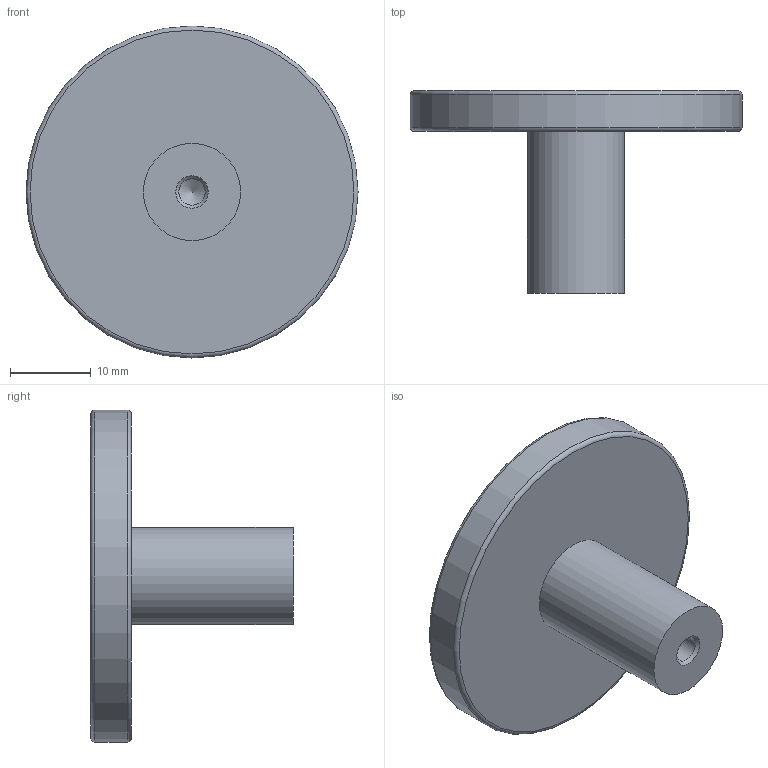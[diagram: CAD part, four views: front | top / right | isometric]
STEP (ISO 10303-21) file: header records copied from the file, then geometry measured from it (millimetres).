
FILE_DESCRIPTION(/* description */ (''),/* implementation_level */ '2;1');
FILE_NAME(/* name */ '0168_040_04.stp',/* time_stamp */ '2023-01-02T11:05:32+01:00',/* author */ ('jferrer'),/* organization */ (''),/* preprocessor_version */ 'ST-DEVELOPER v18.1',/* originating_system */ 'Autodesk Inventor 2022',/* authorisation */ '');
FILE_SCHEMA (('CONFIG_CONTROL_DESIGN'));
Length unit declared in the file: millimetre
Products named in the file (1): 0168_040_04
Bounding box: 41 x 25 x 41 mm (x, y, z)
Volume: 8763.5 mm3; surface area: 4084.2 mm2
Topology: 1 solids, 1 shells, 10 faces, 19 edges, 12 vertices
Faces by surface type: cylinder 3, plane 3, cone 2, torus 2
Full cylindrical faces by diameter (mm): 3.242 x1, 12 x1, 41 x1
Entity records: 296 total; most frequent: DIRECTION 53, CARTESIAN_POINT 41, ORIENTED_EDGE 36, AXIS2_PLACEMENT_3D 24, EDGE_CURVE 18, CIRCLE 13, EDGE_LOOP 12, VERTEX_POINT 12
